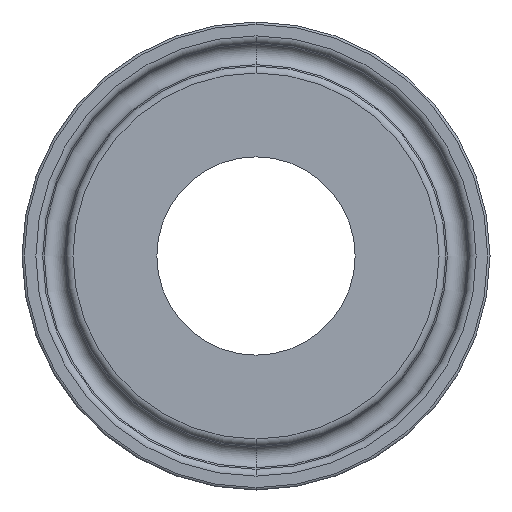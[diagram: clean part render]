
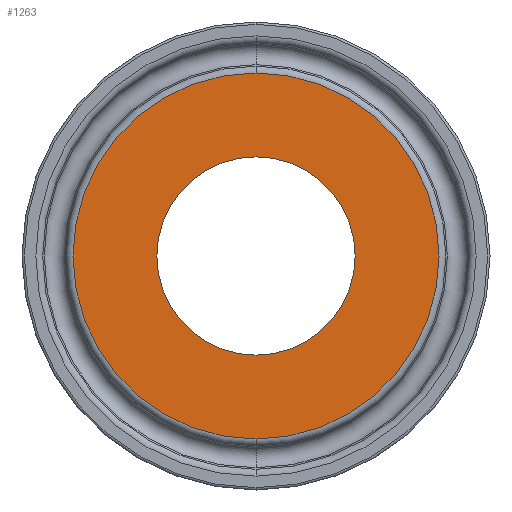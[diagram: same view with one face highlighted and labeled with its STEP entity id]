
A CAD part, front view. The second image highlights one B-rep face of the part: STEP entity #1263.
In plain terms, the highlighted planar face has unit normal (0, -1, 0).
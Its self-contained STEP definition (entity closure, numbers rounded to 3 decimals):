
#33 = CARTESIAN_POINT ( 'NONE',  ( 0., 0., -19.747 ) ) ;
#142 = AXIS2_PLACEMENT_3D ( 'NONE', #1346, #1211, #879 ) ;
#145 = AXIS2_PLACEMENT_3D ( 'NONE', #1294, #1310, #212 ) ;
#210 = CIRCLE ( 'NONE', #1107, 10.7 ) ;
#212 = DIRECTION ( 'NONE',  ( 0., 0., 1. ) ) ;
#253 = CARTESIAN_POINT ( 'NONE',  ( 0., 0., 10.7 ) ) ;
#267 = CARTESIAN_POINT ( 'NONE',  ( 0., 0., 0. ) ) ;
#314 = VERTEX_POINT ( 'NONE', #580 ) ;
#372 = VERTEX_POINT ( 'NONE', #253 ) ;
#388 = EDGE_LOOP ( 'NONE', ( #861, #947 ) ) ;
#439 = CARTESIAN_POINT ( 'NONE',  ( 0., 0., 19.747 ) ) ;
#468 = DIRECTION ( 'NONE',  ( 0., 1., 0. ) ) ;
#475 = CARTESIAN_POINT ( 'NONE',  ( 0., 0., 0. ) ) ;
#517 = AXIS2_PLACEMENT_3D ( 'NONE', #267, #1340, #627 ) ;
#547 = DIRECTION ( 'NONE',  ( 0., -1., 0. ) ) ;
#580 = CARTESIAN_POINT ( 'NONE',  ( 0., 0., -10.7 ) ) ;
#602 = EDGE_LOOP ( 'NONE', ( #1389, #1032 ) ) ;
#615 = EDGE_CURVE ( 'NONE', #1067, #1318, #1283, .T. ) ;
#627 = DIRECTION ( 'NONE',  ( 0., 0., 1. ) ) ;
#656 = EDGE_CURVE ( 'NONE', #372, #314, #210, .T. ) ;
#667 = CIRCLE ( 'NONE', #517, 10.7 ) ;
#676 = EDGE_CURVE ( 'NONE', #1318, #1067, #816, .T. ) ;
#697 = DIRECTION ( 'NONE',  ( 0., 0., 1. ) ) ;
#816 = CIRCLE ( 'NONE', #145, 19.747 ) ;
#852 = EDGE_CURVE ( 'NONE', #314, #372, #667, .T. ) ;
#861 = ORIENTED_EDGE ( 'NONE', *, *, #852, .T. ) ;
#872 = FACE_BOUND ( 'NONE', #388, .T. ) ;
#879 = DIRECTION ( 'NONE',  ( 0., 0., 1. ) ) ;
#947 = ORIENTED_EDGE ( 'NONE', *, *, #656, .T. ) ;
#1032 = ORIENTED_EDGE ( 'NONE', *, *, #676, .T. ) ;
#1033 = DIRECTION ( 'NONE',  ( 0., 0., 1. ) ) ;
#1067 = VERTEX_POINT ( 'NONE', #439 ) ;
#1107 = AXIS2_PLACEMENT_3D ( 'NONE', #475, #468, #697 ) ;
#1121 = AXIS2_PLACEMENT_3D ( 'NONE', #1151, #547, #1033 ) ;
#1151 = CARTESIAN_POINT ( 'NONE',  ( 0., 0., 0. ) ) ;
#1211 = DIRECTION ( 'NONE',  ( 0., 1., 0. ) ) ;
#1232 = FACE_OUTER_BOUND ( 'NONE', #602, .T. ) ;
#1263 = ADVANCED_FACE ( 'NONE', ( #1232, #872 ), #1330, .F. ) ;
#1283 = CIRCLE ( 'NONE', #1121, 19.747 ) ;
#1294 = CARTESIAN_POINT ( 'NONE',  ( 0., 0., 0. ) ) ;
#1310 = DIRECTION ( 'NONE',  ( 0., -1., 0. ) ) ;
#1318 = VERTEX_POINT ( 'NONE', #33 ) ;
#1330 = PLANE ( 'NONE',  #142 ) ;
#1340 = DIRECTION ( 'NONE',  ( 0., 1., 0. ) ) ;
#1346 = CARTESIAN_POINT ( 'NONE',  ( 10.7, 0., 0. ) ) ;
#1389 = ORIENTED_EDGE ( 'NONE', *, *, #615, .T. ) ;
